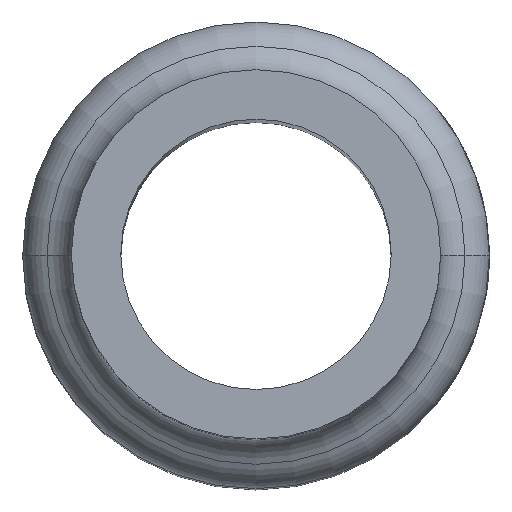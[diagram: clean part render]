
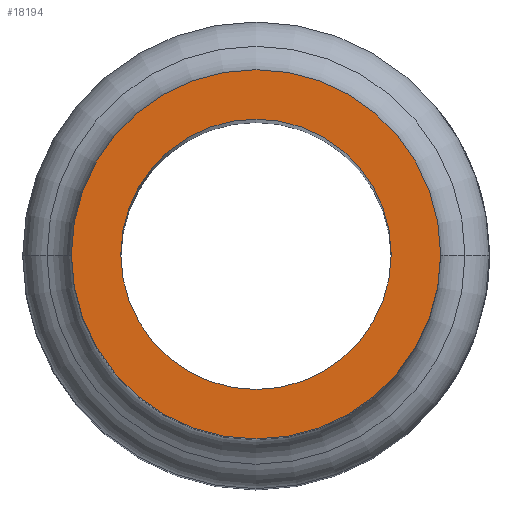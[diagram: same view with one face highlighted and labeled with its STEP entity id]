
A CAD part, top view. The second image highlights one B-rep face of the part: STEP entity #18194.
In plain terms, the highlighted planar face has unit normal (0, 0, 1).
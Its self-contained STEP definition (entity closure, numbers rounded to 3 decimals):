
#1047 = CIRCLE ( 'NONE', #25940, 9.85 ) ;
#1250 = EDGE_CURVE ( 'NONE', #18342, #8396, #23466, .T. ) ;
#3266 = FACE_BOUND ( 'NONE', #19255, .T. ) ;
#3737 = EDGE_CURVE ( 'NONE', #10957, #24076, #19945, .T. ) ;
#5674 = DIRECTION ( 'NONE',  ( 0., 0., -1. ) ) ;
#7016 = CARTESIAN_POINT ( 'NONE',  ( 0., 0., 0. ) ) ;
#7417 = PLANE ( 'NONE',  #14337 ) ;
#8081 = DIRECTION ( 'NONE',  ( -1., 0., 0. ) ) ;
#8396 = VERTEX_POINT ( 'NONE', #16010 ) ;
#8406 = CARTESIAN_POINT ( 'NONE',  ( 0., 0., 0. ) ) ;
#8951 = CIRCLE ( 'NONE', #9819, 13.45 ) ;
#9429 = CARTESIAN_POINT ( 'NONE',  ( 13.45, 0., 0. ) ) ;
#9819 = AXIS2_PLACEMENT_3D ( 'NONE', #8406, #20491, #20625 ) ;
#9829 = DIRECTION ( 'NONE',  ( 0., 0., 1. ) ) ;
#10369 = EDGE_LOOP ( 'NONE', ( #15874, #19932 ) ) ;
#10957 = VERTEX_POINT ( 'NONE', #9429 ) ;
#13867 = CARTESIAN_POINT ( 'NONE',  ( 0., 0., 0. ) ) ;
#14337 = AXIS2_PLACEMENT_3D ( 'NONE', #24353, #5674, #8081 ) ;
#14621 = CARTESIAN_POINT ( 'NONE',  ( -13.45, 0., 0. ) ) ;
#15353 = ORIENTED_EDGE ( 'NONE', *, *, #1250, .F. ) ;
#15874 = ORIENTED_EDGE ( 'NONE', *, *, #3737, .T. ) ;
#16010 = CARTESIAN_POINT ( 'NONE',  ( -9.85, 0., 0. ) ) ;
#16722 = DIRECTION ( 'NONE',  ( 0., 0., 1. ) ) ;
#16846 = DIRECTION ( 'NONE',  ( 1., 0., 0. ) ) ;
#17231 = DIRECTION ( 'NONE',  ( 1., 0., 0. ) ) ;
#18030 = DIRECTION ( 'NONE',  ( 1., 0., 0. ) ) ;
#18052 = EDGE_CURVE ( 'NONE', #8396, #18342, #1047, .T. ) ;
#18194 = ADVANCED_FACE ( 'NONE', ( #3266, #19643 ), #7417, .F. ) ;
#18342 = VERTEX_POINT ( 'NONE', #23388 ) ;
#19114 = DIRECTION ( 'NONE',  ( 0., 0., 1. ) ) ;
#19255 = EDGE_LOOP ( 'NONE', ( #15353, #21402 ) ) ;
#19643 = FACE_OUTER_BOUND ( 'NONE', #10369, .T. ) ;
#19932 = ORIENTED_EDGE ( 'NONE', *, *, #24451, .T. ) ;
#19945 = CIRCLE ( 'NONE', #22531, 13.45 ) ;
#20441 = AXIS2_PLACEMENT_3D ( 'NONE', #7016, #19114, #17231 ) ;
#20491 = DIRECTION ( 'NONE',  ( 0., 0., 1. ) ) ;
#20625 = DIRECTION ( 'NONE',  ( 1., 0., 0. ) ) ;
#21402 = ORIENTED_EDGE ( 'NONE', *, *, #18052, .F. ) ;
#22531 = AXIS2_PLACEMENT_3D ( 'NONE', #13867, #9829, #18030 ) ;
#23388 = CARTESIAN_POINT ( 'NONE',  ( 9.85, 0., 0. ) ) ;
#23466 = CIRCLE ( 'NONE', #20441, 9.85 ) ;
#24076 = VERTEX_POINT ( 'NONE', #14621 ) ;
#24353 = CARTESIAN_POINT ( 'NONE',  ( 0., 10.85, 0. ) ) ;
#24451 = EDGE_CURVE ( 'NONE', #24076, #10957, #8951, .T. ) ;
#25053 = CARTESIAN_POINT ( 'NONE',  ( 0., 0., 0. ) ) ;
#25940 = AXIS2_PLACEMENT_3D ( 'NONE', #25053, #16722, #16846 ) ;
